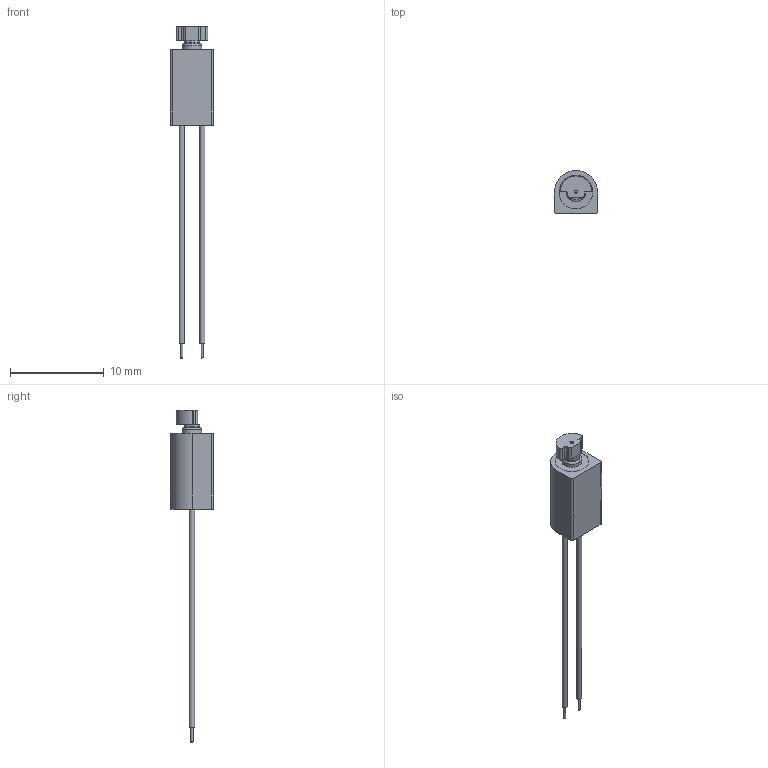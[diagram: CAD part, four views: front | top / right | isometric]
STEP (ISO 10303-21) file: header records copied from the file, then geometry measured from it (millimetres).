
FILE_DESCRIPTION(/* description */ (''),/* implementation_level */ '2;1');
FILE_NAME(/* name */ 'HD-EMB1005-LW25-R.ipt.step',/* time_stamp */ '2024-02-07T22:36:22-05:00',/* author */ ('Lyons'),/* organization */ (''),/* preprocessor_version */ 'ST-DEVELOPER v20',/* originating_system */ 'Autodesk Inventor 2024',/* authorisation */ '');
FILE_SCHEMA (('AUTOMOTIVE_DESIGN { 1 0 10303 214 3 1 1 }'));
Length unit declared in the file: millimetre
Products named in the file (1): GE0408-BLW07
Bounding box: 4.6 x 4.6 x 35.5 mm (x, y, z)
Surface area: 424.5 mm2 (no closed solid volume)
Topology: 0 solids, 50 shells, 50 faces, 178 edges, 162 vertices
Faces by surface type: plane 26, cylinder 19, bspline 5
Full cylindrical faces by diameter (mm): 0.23 x2, 0.55 x2, 0.7 x4, 1.7 x2, 2.1 x1, 4 x1
Entity records: 2884 total; most frequent: CARTESIAN_POINT 1204, DIRECTION 338, ORIENTED_EDGE 194, EDGE_CURVE 178, VERTEX_POINT 162, AXIS2_PLACEMENT_3D 131, CIRCLE 81, LINE 76
